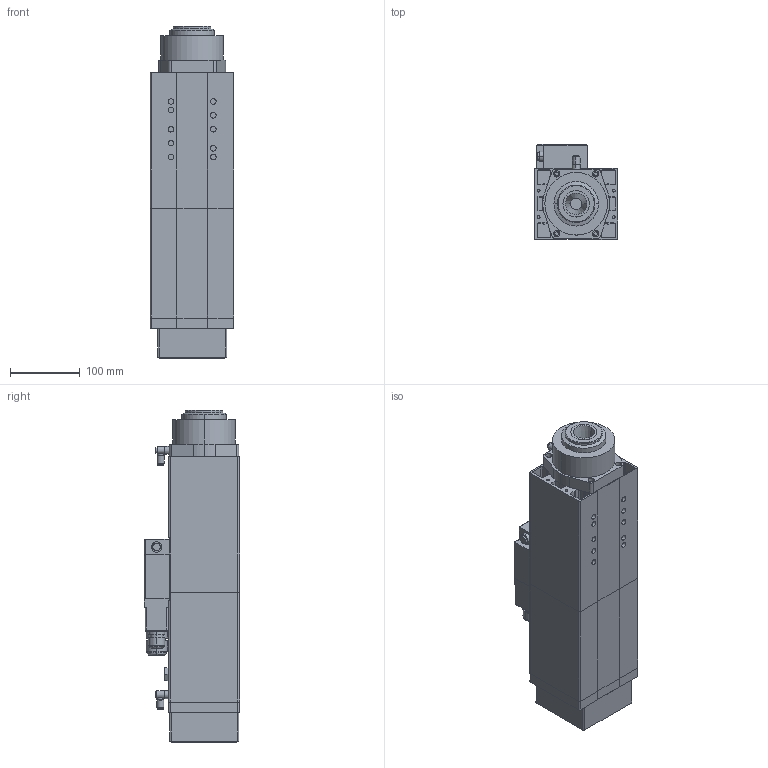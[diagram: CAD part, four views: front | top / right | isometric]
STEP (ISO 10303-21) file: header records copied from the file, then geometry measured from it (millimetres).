
FILE_DESCRIPTION (( 'STEP AP214' ), '1' );
FILE_NAME ('GDL51-30-24Z-4.5-4P.STEP', '2024-07-03T10:07:37', ( '00' ), ( '' ), 'SwSTEP 2.0', 'SolidWorks 2018', '' );
FILE_SCHEMA (( 'AUTOMOTIVE_DESIGN' ));
Length unit declared in the file: millimetre
Products named in the file (9): JB／T7941．2-1995旋入式圆形油标A型10; xiaojiet; jietou; dajietou; huijieh; jike; fengjizhao; GDL51-30-24Z-4.5-4P; qianfalan
Assembly tree (9 placements, depth 2):
  GDL51-30-24Z-4.5-4P
    jike
    qianfalan
    fengjizhao
    jietou  x2
    huijieh
    xiaojiet
    dajietou
    JB／T7941．2-1995旋入式圆形油标A型10
Bounding box: 119.5 x 137 x 477.5 mm (x, y, z)
Volume: 3375535 mm3; surface area: 571759 mm2
Topology: 11 solids, 11 shells, 642 faces, 1642 edges, 1082 vertices
Faces by surface type: cylinder 316, plane 310, bspline 10, cone 6
Entity records: 19879 total; most frequent: CARTESIAN_POINT 3774, DIRECTION 3399, ORIENTED_EDGE 3178, EDGE_CURVE 1589, AXIS2_PLACEMENT_3D 1215, VERTEX_POINT 1050, LINE 969, VECTOR 969
